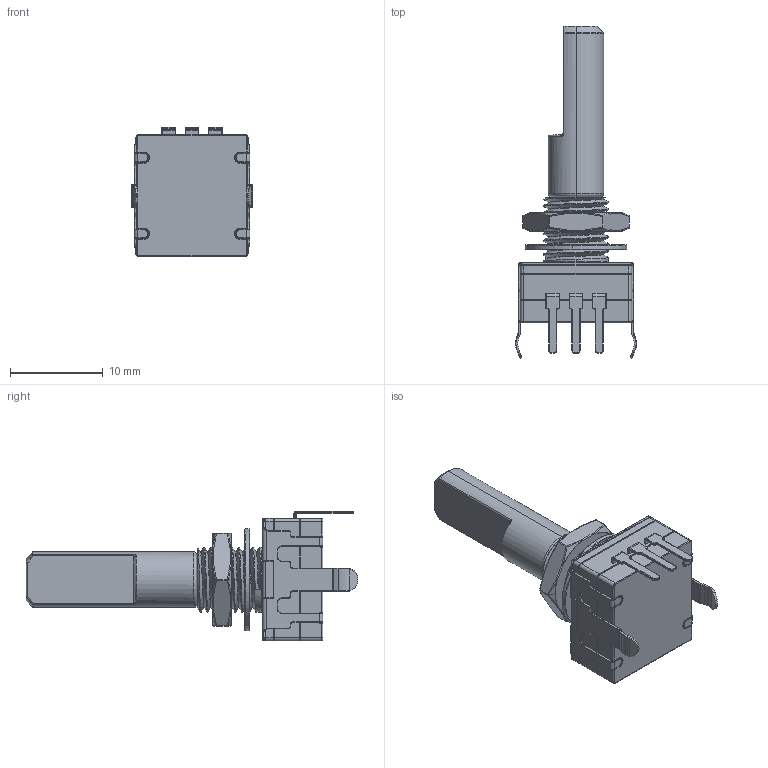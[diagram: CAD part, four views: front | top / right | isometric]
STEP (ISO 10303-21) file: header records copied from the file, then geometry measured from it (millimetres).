
FILE_DESCRIPTION (( 'STEP AP214' ), '1' );
FILE_NAME ('User Library-PEC11-4025F-N0024.STEP', '2019-07-26T12:39:29', ( '' ), ( '' ), 'SwSTEP 2.0', 'SolidWorks 2019', '' );
FILE_SCHEMA (( 'AUTOMOTIVE_DESIGN' ));
Length unit declared in the file: millimetre
Products named in the file (4): User Library-PEC11-4025F-N0024_PEC11_4025F_N0024_Standard; User Library-PEC11-4025F-N0024; User Library-PEC11-4025F-N0024_Mutter-M7x075x10x2mm; User Library-PEC11-4025F-N0024_Unterlegscheibe-11x7x0.5_Standard
Assembly tree (3 placements, depth 2):
  User Library-PEC11-4025F-N0024
    User Library-PEC11-4025F-N0024_PEC11_4025F_N0024_Standard
    User Library-PEC11-4025F-N0024_Mutter-M7x075x10x2mm
    User Library-PEC11-4025F-N0024_Unterlegscheibe-11x7x0.5_Standard
Bounding box: 13.04 x 35.79 x 13.99 mm (x, y, z)
Volume: 1877.7 mm3; surface area: 2535.7 mm2
Topology: 5 solids, 5 shells, 935 faces, 2158 edges, 1216 vertices
Faces by surface type: cylinder 366, torus 227, plane 194, bspline 81, sphere 44, cone 23
Entity records: 37623 total; most frequent: CARTESIAN_POINT 9451, DIRECTION 4624, ORIENTED_EDGE 4268, EDGE_CURVE 2134, AXIS2_PLACEMENT_3D 1913, VERTEX_POINT 1216, CIRCLE 1053, EDGE_LOOP 956
